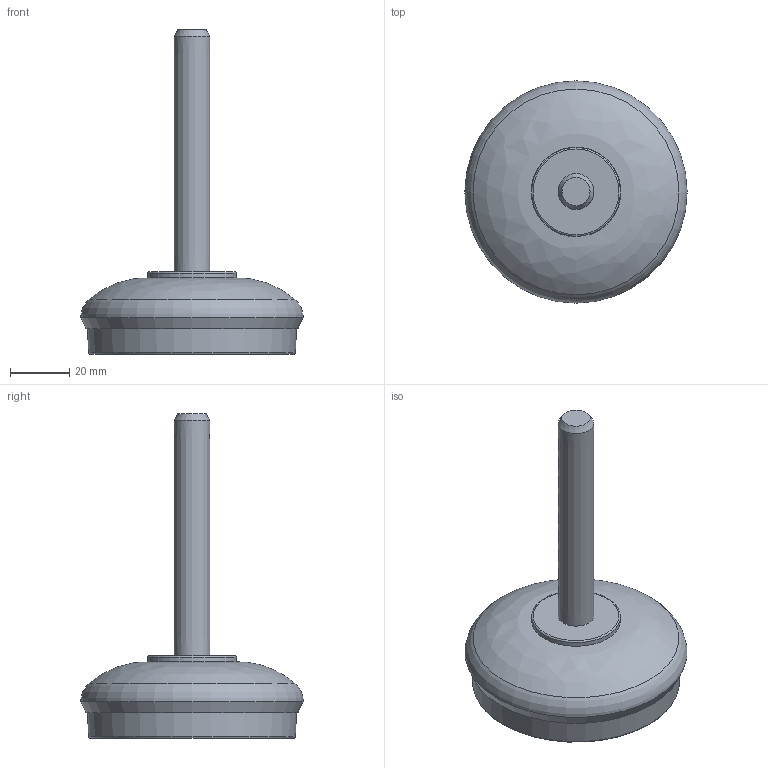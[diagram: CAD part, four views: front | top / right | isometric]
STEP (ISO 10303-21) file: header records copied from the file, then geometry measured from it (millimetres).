
FILE_DESCRIPTION(/* description */ (''),/* implementation_level */ '2;1');
FILE_NAME(/* name */ 'P075IM12X109.stp',/* time_stamp */ '2022-07-12T11:00:26+02:00',/* author */ (''),/* organization */ (''),/* preprocessor_version */ 'ST-DEVELOPER v18.1',/* originating_system */ 'Autodesk Inventor 2021',/* authorisation */ '');
FILE_SCHEMA (('AUTOMOTIVE_DESIGN { 1 0 10303 214 3 1 1 }'));
Length unit declared in the file: millimetre
Products named in the file (1): P075IM12X109
Bounding box: 74.99 x 74.99 x 109.5 mm (x, y, z)
Volume: 103087 mm3; surface area: 31386.1 mm2
Topology: 4 solids, 4 shells, 68 faces, 122 edges, 76 vertices
Faces by surface type: plane 22, cone 19, torus 14, cylinder 10, bspline 3
Full cylindrical faces by diameter (mm): 9.6 x2, 10 x1, 10.3 x3, 10.5 x1, 26.512 x1, 27.512 x1, 30 x1
Entity records: 1812 total; most frequent: DIRECTION 347, CARTESIAN_POINT 345, ORIENTED_EDGE 244, AXIS2_PLACEMENT_3D 159, EDGE_CURVE 122, CIRCLE 93, EDGE_LOOP 86, VERTEX_POINT 76
